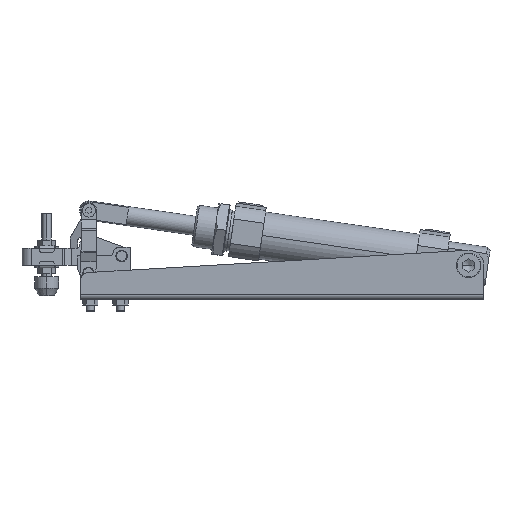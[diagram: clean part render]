
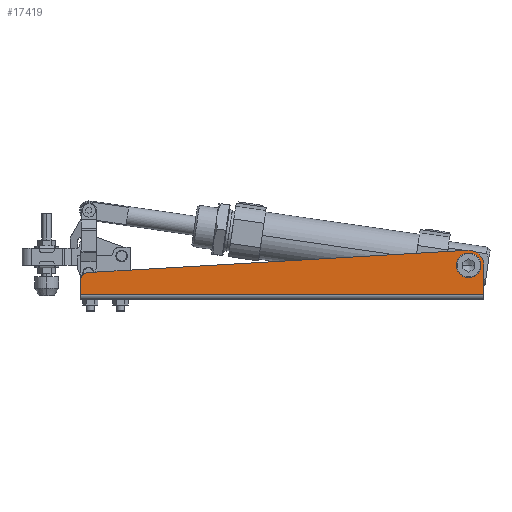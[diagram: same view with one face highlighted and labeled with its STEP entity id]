
A CAD part, top view. The second image highlights one B-rep face of the part: STEP entity #17419.
In plain terms, the highlighted planar face has unit normal (0, 0, 1).
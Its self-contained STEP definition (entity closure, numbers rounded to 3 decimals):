
#226 = LINE ( 'NONE', #12512, #9507 ) ;
#479 = CARTESIAN_POINT ( 'NONE',  ( 186.5, 0.5, 20. ) ) ;
#673 = DIRECTION ( 'NONE',  ( 0., 0., -1. ) ) ;
#782 = CARTESIAN_POINT ( 'NONE',  ( 186.5, 0.5, 20. ) ) ;
#1206 = CARTESIAN_POINT ( 'NONE',  ( -22.235, 12.221, 20. ) ) ;
#2452 = VERTEX_POINT ( 'NONE', #18229 ) ;
#2565 = CARTESIAN_POINT ( 'NONE',  ( 172., 16., 20. ) ) ;
#2633 = DIRECTION ( 'NONE',  ( 0., 1., 0. ) ) ;
#3297 = EDGE_CURVE ( 'NONE', #11077, #4455, #16220, .T. ) ;
#3404 = CARTESIAN_POINT ( 'NONE',  ( 186.5, 0.5, 20. ) ) ;
#3477 = DIRECTION ( 'NONE',  ( -1., 0., 0. ) ) ;
#4455 = VERTEX_POINT ( 'NONE', #479 ) ;
#4530 = VERTEX_POINT ( 'NONE', #2565 ) ;
#5240 = CARTESIAN_POINT ( 'NONE',  ( 178.031, 23.986, 20. ) ) ;
#5990 = VECTOR ( 'NONE', #14425, 1000. ) ;
#6431 = CARTESIAN_POINT ( 'NONE',  ( 178.5, 16., 20. ) ) ;
#6648 = CARTESIAN_POINT ( 'NONE',  ( 178.5, 16., 20. ) ) ;
#6912 = VECTOR ( 'NONE', #11759, 1000. ) ;
#7216 = VERTEX_POINT ( 'NONE', #1206 ) ;
#8055 = PLANE ( 'NONE',  #17579 ) ;
#8145 = CIRCLE ( 'NONE', #19392, 8. ) ;
#8265 = CARTESIAN_POINT ( 'NONE',  ( -22., 8.228, 20. ) ) ;
#8283 = DIRECTION ( 'NONE',  ( 0., 1., 0. ) ) ;
#8321 = EDGE_CURVE ( 'NONE', #7216, #23309, #226, .T. ) ;
#8500 = DIRECTION ( 'NONE',  ( 0., 1., 0. ) ) ;
#8807 = CARTESIAN_POINT ( 'NONE',  ( -26., 0.5, 20. ) ) ;
#8948 = ORIENTED_EDGE ( 'NONE', *, *, #11405, .F. ) ;
#9048 = ORIENTED_EDGE ( 'NONE', *, *, #8321, .F. ) ;
#9147 = FACE_BOUND ( 'NONE', #14729, .T. ) ;
#9507 = VECTOR ( 'NONE', #23697, 1000. ) ;
#10145 = DIRECTION ( 'NONE',  ( 0., 1., 0. ) ) ;
#10469 = VECTOR ( 'NONE', #3477, 1000. ) ;
#10834 = EDGE_LOOP ( 'NONE', ( #9048, #23626, #11745, #12896, #22277, #8948 ) ) ;
#10871 = CIRCLE ( 'NONE', #24044, 6.5 ) ;
#10935 = LINE ( 'NONE', #8807, #5990 ) ;
#11077 = VERTEX_POINT ( 'NONE', #14051 ) ;
#11405 = EDGE_CURVE ( 'NONE', #23309, #11077, #8145, .T. ) ;
#11745 = ORIENTED_EDGE ( 'NONE', *, *, #17099, .T. ) ;
#11759 = DIRECTION ( 'NONE',  ( 0., -1., 0. ) ) ;
#11790 = CARTESIAN_POINT ( 'NONE',  ( 178.5, 16., 20. ) ) ;
#12512 = CARTESIAN_POINT ( 'NONE',  ( -26., 12., 20. ) ) ;
#12703 = EDGE_CURVE ( 'NONE', #7216, #15025, #13860, .T. ) ;
#12896 = ORIENTED_EDGE ( 'NONE', *, *, #22749, .F. ) ;
#13631 = DIRECTION ( 'NONE',  ( -1., 0., 0. ) ) ;
#13735 = DIRECTION ( 'NONE',  ( 0., 0., -1. ) ) ;
#13860 = CIRCLE ( 'NONE', #22399, 4. ) ;
#14051 = CARTESIAN_POINT ( 'NONE',  ( 186.5, 16., 20. ) ) ;
#14077 = FACE_OUTER_BOUND ( 'NONE', #10834, .T. ) ;
#14363 = EDGE_CURVE ( 'NONE', #4530, #18049, #10871, .T. ) ;
#14425 = DIRECTION ( 'NONE',  ( 0., -1., 0. ) ) ;
#14729 = EDGE_LOOP ( 'NONE', ( #18598, #20898 ) ) ;
#15025 = VERTEX_POINT ( 'NONE', #20543 ) ;
#16003 = CARTESIAN_POINT ( 'NONE',  ( 185., 16., 20. ) ) ;
#16220 = LINE ( 'NONE', #22932, #6912 ) ;
#17099 = EDGE_CURVE ( 'NONE', #15025, #2452, #10935, .T. ) ;
#17419 = ADVANCED_FACE ( 'NONE', ( #9147, #14077 ), #8055, .F. ) ;
#17579 = AXIS2_PLACEMENT_3D ( 'NONE', #782, #13735, #2633 ) ;
#18049 = VERTEX_POINT ( 'NONE', #16003 ) ;
#18229 = CARTESIAN_POINT ( 'NONE',  ( -26., 0.5, 20. ) ) ;
#18598 = ORIENTED_EDGE ( 'NONE', *, *, #23686, .F. ) ;
#19392 = AXIS2_PLACEMENT_3D ( 'NONE', #11790, #673, #13631 ) ;
#19446 = DIRECTION ( 'NONE',  ( 0., 0., 1. ) ) ;
#19674 = DIRECTION ( 'NONE',  ( 0., 0., 1. ) ) ;
#20397 = LINE ( 'NONE', #3404, #10469 ) ;
#20543 = CARTESIAN_POINT ( 'NONE',  ( -26., 8.228, 20. ) ) ;
#20710 = AXIS2_PLACEMENT_3D ( 'NONE', #6431, #19446, #8283 ) ;
#20898 = ORIENTED_EDGE ( 'NONE', *, *, #14363, .F. ) ;
#21309 = DIRECTION ( 'NONE',  ( 0., 0., 1. ) ) ;
#21821 = CIRCLE ( 'NONE', #20710, 6.5 ) ;
#22277 = ORIENTED_EDGE ( 'NONE', *, *, #3297, .F. ) ;
#22399 = AXIS2_PLACEMENT_3D ( 'NONE', #8265, #21309, #10145 ) ;
#22749 = EDGE_CURVE ( 'NONE', #4455, #2452, #20397, .T. ) ;
#22932 = CARTESIAN_POINT ( 'NONE',  ( 186.5, 0.5, 20. ) ) ;
#23309 = VERTEX_POINT ( 'NONE', #5240 ) ;
#23626 = ORIENTED_EDGE ( 'NONE', *, *, #12703, .T. ) ;
#23686 = EDGE_CURVE ( 'NONE', #18049, #4530, #21821, .T. ) ;
#23697 = DIRECTION ( 'NONE',  ( 0.998, 0.059, 0. ) ) ;
#24044 = AXIS2_PLACEMENT_3D ( 'NONE', #6648, #19674, #8500 ) ;
